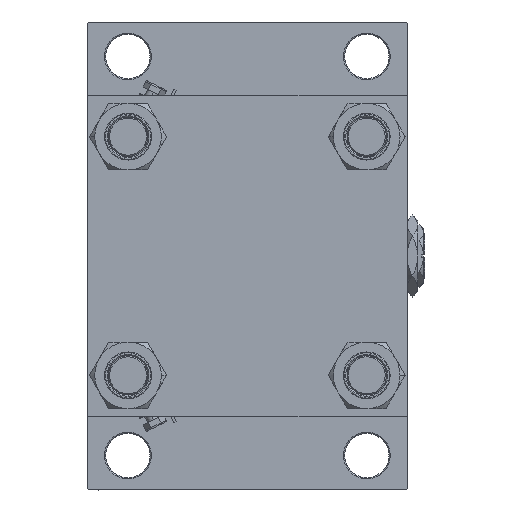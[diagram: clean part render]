
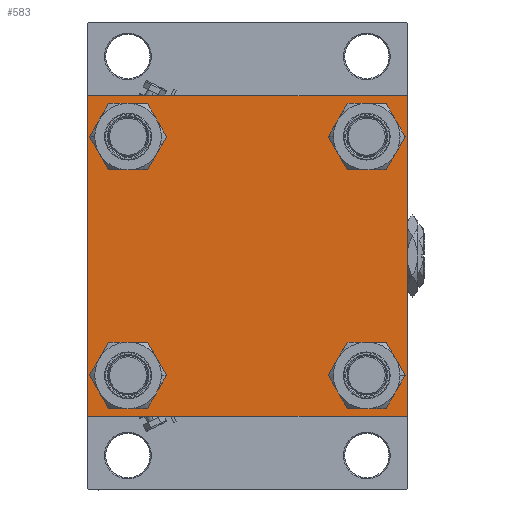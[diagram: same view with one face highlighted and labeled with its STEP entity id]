
A CAD part, left-side view. The second image highlights one B-rep face of the part: STEP entity #583.
In plain terms, the highlighted planar face has unit normal (-1, 0, 0).
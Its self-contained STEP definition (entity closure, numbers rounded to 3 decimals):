
#89 = FACE_BOUND ( 'NONE', #27825, .T. ) ;
#155 = VERTEX_POINT ( 'NONE', #7894 ) ;
#278 = AXIS2_PLACEMENT_3D ( 'NONE', #45159, #26338, #29963 ) ;
#583 = ADVANCED_FACE ( 'NONE', ( #19153, #89, #42100, #7056, #18887 ), #2933, .T. ) ;
#655 = CARTESIAN_POINT ( 'NONE',  ( 0., 48.45, 48.45 ) ) ;
#1418 = ORIENTED_EDGE ( 'NONE', *, *, #18872, .T. ) ;
#1454 = DIRECTION ( 'NONE',  ( 1., 0., 0. ) ) ;
#1918 = ORIENTED_EDGE ( 'NONE', *, *, #19796, .F. ) ;
#1924 = ORIENTED_EDGE ( 'NONE', *, *, #23227, .T. ) ;
#2669 = VECTOR ( 'NONE', #18778, 1000. ) ;
#2767 = AXIS2_PLACEMENT_3D ( 'NONE', #10320, #45606, #46364 ) ;
#2858 = ORIENTED_EDGE ( 'NONE', *, *, #50549, .T. ) ;
#2933 = PLANE ( 'NONE',  #43384 ) ;
#3158 = VERTEX_POINT ( 'NONE', #50049 ) ;
#3232 = CARTESIAN_POINT ( 'NONE',  ( 0., -48.45, 56.95 ) ) ;
#3297 = VECTOR ( 'NONE', #11030, 1000. ) ;
#3364 = EDGE_LOOP ( 'NONE', ( #26696, #33028, #2858, #43674, #1918, #48051, #7283, #16414 ) ) ;
#4045 = DIRECTION ( 'NONE',  ( 0., 0., 1. ) ) ;
#4116 = VERTEX_POINT ( 'NONE', #46628 ) ;
#4229 = LINE ( 'NONE', #16081, #11572 ) ;
#4428 = CIRCLE ( 'NONE', #2767, 8.5 ) ;
#4504 = CIRCLE ( 'NONE', #17668, 8.5 ) ;
#4650 = VERTEX_POINT ( 'NONE', #28751 ) ;
#5603 = EDGE_LOOP ( 'NONE', ( #13382, #31245 ) ) ;
#5841 = VERTEX_POINT ( 'NONE', #22729 ) ;
#6501 = DIRECTION ( 'NONE',  ( 0., 0., -1. ) ) ;
#6941 = LINE ( 'NONE', #26025, #2669 ) ;
#7056 = FACE_BOUND ( 'NONE', #34501, .T. ) ;
#7137 = CARTESIAN_POINT ( 'NONE',  ( 0., -48.45, 48.45 ) ) ;
#7283 = ORIENTED_EDGE ( 'NONE', *, *, #30598, .F. ) ;
#7828 = DIRECTION ( 'NONE',  ( -1., 0., 0. ) ) ;
#7894 = CARTESIAN_POINT ( 'NONE',  ( 0., -48.45, -39.95 ) ) ;
#7971 = VECTOR ( 'NONE', #23087, 1000. ) ;
#8386 = DIRECTION ( 'NONE',  ( 0., 0., 1. ) ) ;
#9435 = DIRECTION ( 'NONE',  ( 0., 0., 1. ) ) ;
#10320 = CARTESIAN_POINT ( 'NONE',  ( 0., -48.45, 48.45 ) ) ;
#10672 = DIRECTION ( 'NONE',  ( 0., 0., 1. ) ) ;
#10770 = CIRCLE ( 'NONE', #20664, 8.5 ) ;
#11030 = DIRECTION ( 'NONE',  ( 0., -1., 0. ) ) ;
#11258 = EDGE_CURVE ( 'NONE', #4116, #22574, #4229, .T. ) ;
#11468 = EDGE_CURVE ( 'NONE', #14519, #38268, #26333, .T. ) ;
#11572 = VECTOR ( 'NONE', #31802, 1000. ) ;
#11754 = CARTESIAN_POINT ( 'NONE',  ( 0., 65., -65. ) ) ;
#12931 = VERTEX_POINT ( 'NONE', #3232 ) ;
#13382 = ORIENTED_EDGE ( 'NONE', *, *, #36057, .T. ) ;
#14355 = VECTOR ( 'NONE', #20287, 1000. ) ;
#14519 = VERTEX_POINT ( 'NONE', #27341 ) ;
#14821 = VECTOR ( 'NONE', #6501, 1000. ) ;
#15153 = CIRCLE ( 'NONE', #43968, 8.5 ) ;
#15580 = EDGE_CURVE ( 'NONE', #38161, #14519, #44270, .T. ) ;
#16081 = CARTESIAN_POINT ( 'NONE',  ( 0., -64.75, -64.75 ) ) ;
#16414 = ORIENTED_EDGE ( 'NONE', *, *, #15580, .T. ) ;
#17012 = VECTOR ( 'NONE', #19261, 1000. ) ;
#17377 = VERTEX_POINT ( 'NONE', #24651 ) ;
#17668 = AXIS2_PLACEMENT_3D ( 'NONE', #21520, #33123, #29764 ) ;
#17737 = EDGE_CURVE ( 'NONE', #155, #18492, #44707, .T. ) ;
#18338 = EDGE_CURVE ( 'NONE', #4650, #12931, #4428, .T. ) ;
#18492 = VERTEX_POINT ( 'NONE', #48401 ) ;
#18778 = DIRECTION ( 'NONE',  ( 0., 0.707, 0.707 ) ) ;
#18872 = EDGE_CURVE ( 'NONE', #17377, #3158, #47233, .T. ) ;
#18887 = FACE_OUTER_BOUND ( 'NONE', #3364, .T. ) ;
#19031 = AXIS2_PLACEMENT_3D ( 'NONE', #7137, #23622, #23869 ) ;
#19142 = VERTEX_POINT ( 'NONE', #30533 ) ;
#19153 = FACE_BOUND ( 'NONE', #5603, .T. ) ;
#19261 = DIRECTION ( 'NONE',  ( 0., -0.707, -0.707 ) ) ;
#19632 = ORIENTED_EDGE ( 'NONE', *, *, #17737, .T. ) ;
#19796 = EDGE_CURVE ( 'NONE', #19142, #22574, #42956, .T. ) ;
#20014 = CARTESIAN_POINT ( 'NONE',  ( 0., 48.45, -48.45 ) ) ;
#20287 = DIRECTION ( 'NONE',  ( 0., 0., -1. ) ) ;
#20664 = AXIS2_PLACEMENT_3D ( 'NONE', #41113, #1454, #9435 ) ;
#20936 = CARTESIAN_POINT ( 'NONE',  ( 0., 64.5, 65. ) ) ;
#20970 = EDGE_CURVE ( 'NONE', #24552, #5841, #4504, .T. ) ;
#21219 = CARTESIAN_POINT ( 'NONE',  ( 0., -48.45, -48.45 ) ) ;
#21520 = CARTESIAN_POINT ( 'NONE',  ( 0., 48.45, 48.45 ) ) ;
#22574 = VERTEX_POINT ( 'NONE', #45802 ) ;
#22729 = CARTESIAN_POINT ( 'NONE',  ( 0., 48.45, 56.95 ) ) ;
#23087 = DIRECTION ( 'NONE',  ( 0., -1., 0. ) ) ;
#23139 = EDGE_LOOP ( 'NONE', ( #1418, #38785 ) ) ;
#23227 = EDGE_CURVE ( 'NONE', #18492, #155, #15153, .T. ) ;
#23622 = DIRECTION ( 'NONE',  ( 1., 0., 0. ) ) ;
#23869 = DIRECTION ( 'NONE',  ( 0., 0., 1. ) ) ;
#23892 = CARTESIAN_POINT ( 'NONE',  ( 0., -65., 65. ) ) ;
#24552 = VERTEX_POINT ( 'NONE', #49647 ) ;
#24651 = CARTESIAN_POINT ( 'NONE',  ( 0., 48.45, -39.95 ) ) ;
#24953 = CARTESIAN_POINT ( 'NONE',  ( 0., 64.75, 64.75 ) ) ;
#26025 = CARTESIAN_POINT ( 'NONE',  ( 0., -64.75, 64.75 ) ) ;
#26095 = CARTESIAN_POINT ( 'NONE',  ( 0., 65., 65. ) ) ;
#26333 = LINE ( 'NONE', #26095, #14821 ) ;
#26338 = DIRECTION ( 'NONE',  ( 1., 0., 0. ) ) ;
#26696 = ORIENTED_EDGE ( 'NONE', *, *, #11468, .T. ) ;
#26745 = LINE ( 'NONE', #46828, #17012 ) ;
#27187 = VERTEX_POINT ( 'NONE', #49239 ) ;
#27341 = CARTESIAN_POINT ( 'NONE',  ( 0., 65., 64.5 ) ) ;
#27825 = EDGE_LOOP ( 'NONE', ( #19632, #1924 ) ) ;
#28240 = ORIENTED_EDGE ( 'NONE', *, *, #41022, .T. ) ;
#28452 = DIRECTION ( 'NONE',  ( 0., 0., 1. ) ) ;
#28751 = CARTESIAN_POINT ( 'NONE',  ( 0., -48.45, 39.95 ) ) ;
#29084 = AXIS2_PLACEMENT_3D ( 'NONE', #655, #46769, #8386 ) ;
#29764 = DIRECTION ( 'NONE',  ( 0., 0., 1. ) ) ;
#29963 = DIRECTION ( 'NONE',  ( 0., 0., 1. ) ) ;
#30533 = CARTESIAN_POINT ( 'NONE',  ( 0., -65., 64.5 ) ) ;
#30598 = EDGE_CURVE ( 'NONE', #38161, #27187, #43221, .T. ) ;
#30833 = LINE ( 'NONE', #11754, #7971 ) ;
#31245 = ORIENTED_EDGE ( 'NONE', *, *, #18338, .T. ) ;
#31521 = CARTESIAN_POINT ( 'NONE',  ( 0., 0., 0. ) ) ;
#31802 = DIRECTION ( 'NONE',  ( 0., -0.707, 0.707 ) ) ;
#32378 = EDGE_CURVE ( 'NONE', #3158, #17377, #10770, .T. ) ;
#33028 = ORIENTED_EDGE ( 'NONE', *, *, #47900, .T. ) ;
#33123 = DIRECTION ( 'NONE',  ( 1., 0., 0. ) ) ;
#33209 = CIRCLE ( 'NONE', #29084, 8.5 ) ;
#33330 = DIRECTION ( 'NONE',  ( 1., 0., 0. ) ) ;
#34501 = EDGE_LOOP ( 'NONE', ( #28240, #35966 ) ) ;
#35680 = EDGE_CURVE ( 'NONE', #19142, #27187, #6941, .T. ) ;
#35966 = ORIENTED_EDGE ( 'NONE', *, *, #20970, .T. ) ;
#36057 = EDGE_CURVE ( 'NONE', #12931, #4650, #46166, .T. ) ;
#36139 = VERTEX_POINT ( 'NONE', #40856 ) ;
#38161 = VERTEX_POINT ( 'NONE', #20936 ) ;
#38268 = VERTEX_POINT ( 'NONE', #50969 ) ;
#38785 = ORIENTED_EDGE ( 'NONE', *, *, #32378, .T. ) ;
#38829 = DIRECTION ( 'NONE',  ( 1., 0., 0. ) ) ;
#40668 = DIRECTION ( 'NONE',  ( 0., 0.707, -0.707 ) ) ;
#40856 = CARTESIAN_POINT ( 'NONE',  ( 0., 64.5, -65. ) ) ;
#41022 = EDGE_CURVE ( 'NONE', #5841, #24552, #33209, .T. ) ;
#41113 = CARTESIAN_POINT ( 'NONE',  ( 0., 48.45, -48.45 ) ) ;
#42100 = FACE_BOUND ( 'NONE', #23139, .T. ) ;
#42956 = LINE ( 'NONE', #23892, #14355 ) ;
#43221 = LINE ( 'NONE', #46314, #3297 ) ;
#43384 = AXIS2_PLACEMENT_3D ( 'NONE', #31521, #7828, #10672 ) ;
#43674 = ORIENTED_EDGE ( 'NONE', *, *, #11258, .T. ) ;
#43968 = AXIS2_PLACEMENT_3D ( 'NONE', #21219, #33330, #28452 ) ;
#44270 = LINE ( 'NONE', #24953, #48737 ) ;
#44707 = CIRCLE ( 'NONE', #278, 8.5 ) ;
#45159 = CARTESIAN_POINT ( 'NONE',  ( 0., -48.45, -48.45 ) ) ;
#45606 = DIRECTION ( 'NONE',  ( 1., 0., 0. ) ) ;
#45802 = CARTESIAN_POINT ( 'NONE',  ( 0., -65., -64.5 ) ) ;
#46166 = CIRCLE ( 'NONE', #19031, 8.5 ) ;
#46314 = CARTESIAN_POINT ( 'NONE',  ( 0., 65., 65. ) ) ;
#46364 = DIRECTION ( 'NONE',  ( 0., 0., 1. ) ) ;
#46628 = CARTESIAN_POINT ( 'NONE',  ( 0., -64.5, -65. ) ) ;
#46769 = DIRECTION ( 'NONE',  ( 1., 0., 0. ) ) ;
#46828 = CARTESIAN_POINT ( 'NONE',  ( 0., 64.75, -64.75 ) ) ;
#47233 = CIRCLE ( 'NONE', #48895, 8.5 ) ;
#47900 = EDGE_CURVE ( 'NONE', #38268, #36139, #26745, .T. ) ;
#48051 = ORIENTED_EDGE ( 'NONE', *, *, #35680, .T. ) ;
#48401 = CARTESIAN_POINT ( 'NONE',  ( 0., -48.45, -56.95 ) ) ;
#48737 = VECTOR ( 'NONE', #40668, 1000. ) ;
#48895 = AXIS2_PLACEMENT_3D ( 'NONE', #20014, #38829, #4045 ) ;
#49239 = CARTESIAN_POINT ( 'NONE',  ( 0., -64.5, 65. ) ) ;
#49647 = CARTESIAN_POINT ( 'NONE',  ( 0., 48.45, 39.95 ) ) ;
#50049 = CARTESIAN_POINT ( 'NONE',  ( 0., 48.45, -56.95 ) ) ;
#50549 = EDGE_CURVE ( 'NONE', #36139, #4116, #30833, .T. ) ;
#50969 = CARTESIAN_POINT ( 'NONE',  ( 0., 65., -64.5 ) ) ;
